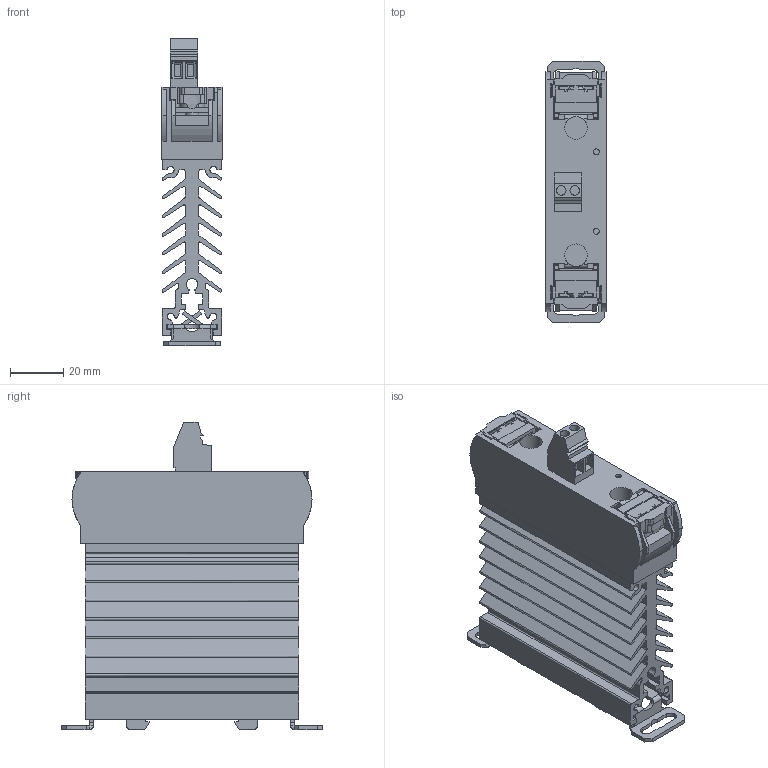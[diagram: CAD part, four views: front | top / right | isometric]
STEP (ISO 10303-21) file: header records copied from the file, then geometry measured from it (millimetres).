
FILE_DESCRIPTION(('CATIA V5R24 STEP','CAx-IF Rec.Pracs.--- Model Styling and Organization---1.2---2011-12-15'),'2;1');
FILE_NAME ('8328884_6', '2017-09-07T08:14:47+00:00', ('Weidmueller Interface'), ('Weidmueller'), 'CATIA Version 5-6 Release 2014 SP4', 'CATIA V5 STEP AP214', 'none');
FILE_SCHEMA(('AUTOMOTIVE_DESIGN { 1 0 10303 214 1 1 1 1 }'));
Length unit declared in the file: millimetre
Products named in the file (1): 1406200000
Bounding box: 22.5 x 98 x 115.4 mm (x, y, z)
Volume: 101852.2 mm3; surface area: 60058.6 mm2
Topology: 10 solids, 10 shells, 826 faces, 2333 edges, 1537 vertices
Faces by surface type: plane 574, cylinder 224, bspline 12, sphere 8, cone 8
Entity records: 29181 total; most frequent: CARTESIAN_POINT 8027, ORIENTED_EDGE 4666, DIRECTION 3424, EDGE_CURVE 2333, VECTOR 1716, LINE 1716, VERTEX_POINT 1537, AXIS2_PLACEMENT_3D 1036
